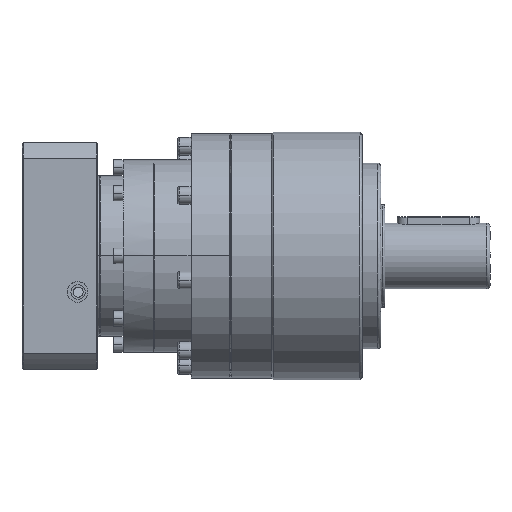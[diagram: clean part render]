
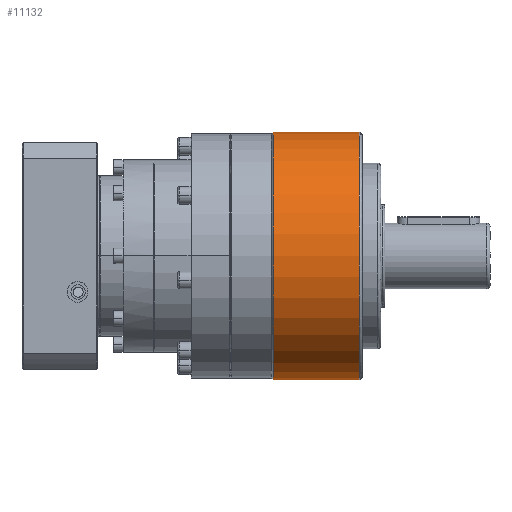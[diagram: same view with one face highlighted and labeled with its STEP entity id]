
A CAD part, top view. The second image highlights one B-rep face of the part: STEP entity #11132.
In plain terms, the highlighted cylindrical face has radius 60 mm (diameter 120 mm), a partial arc.
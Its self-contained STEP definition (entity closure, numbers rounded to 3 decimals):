
#913 = EDGE_CURVE ( 'NONE', #17134, #12612, #24761, .T. ) ;
#2356 = VERTEX_POINT ( 'NONE', #4176 ) ;
#2407 = CARTESIAN_POINT ( 'NONE',  ( 0., 0., 62.5 ) ) ;
#2604 = EDGE_CURVE ( 'NONE', #12612, #2356, #7573, .T. ) ;
#2703 = EDGE_CURVE ( 'NONE', #17134, #12733, #16655, .T. ) ;
#3509 = ORIENTED_EDGE ( 'NONE', *, *, #22779, .T. ) ;
#3718 = ORIENTED_EDGE ( 'NONE', *, *, #913, .T. ) ;
#4070 = CARTESIAN_POINT ( 'NONE',  ( -60., 0., 62.5 ) ) ;
#4176 = CARTESIAN_POINT ( 'NONE',  ( 60., 0., 62.5 ) ) ;
#4326 = DIRECTION ( 'NONE',  ( 1., 0., 0. ) ) ;
#5594 = CARTESIAN_POINT ( 'NONE',  ( 60., 0., 20.75 ) ) ;
#6389 = EDGE_LOOP ( 'NONE', ( #15070, #3718, #11099, #3509 ) ) ;
#6407 = CARTESIAN_POINT ( 'NONE',  ( -60., 0., 20.75 ) ) ;
#7373 = AXIS2_PLACEMENT_3D ( 'NONE', #2407, #15965, #4326 ) ;
#7516 = CYLINDRICAL_SURFACE ( 'NONE', #20112, 60. ) ;
#7573 = LINE ( 'NONE', #8485, #7835 ) ;
#7835 = VECTOR ( 'NONE', #20083, 1000. ) ;
#8234 = DIRECTION ( 'NONE',  ( 1., 0., 0. ) ) ;
#8239 = DIRECTION ( 'NONE',  ( 0., 0., 1. ) ) ;
#8269 = CARTESIAN_POINT ( 'NONE',  ( 0., 0., 20.75 ) ) ;
#8485 = CARTESIAN_POINT ( 'NONE',  ( 60., 0., 0. ) ) ;
#8501 = CARTESIAN_POINT ( 'NONE',  ( 0., 0., 0. ) ) ;
#10384 = VECTOR ( 'NONE', #15968, 1000. ) ;
#11099 = ORIENTED_EDGE ( 'NONE', *, *, #2604, .T. ) ;
#11132 = ADVANCED_FACE ( 'NONE', ( #19752 ), #7516, .T. ) ;
#12612 = VERTEX_POINT ( 'NONE', #5594 ) ;
#12733 = VERTEX_POINT ( 'NONE', #4070 ) ;
#15070 = ORIENTED_EDGE ( 'NONE', *, *, #2703, .F. ) ;
#15965 = DIRECTION ( 'NONE',  ( 0., 0., -1. ) ) ;
#15968 = DIRECTION ( 'NONE',  ( 0., 0., 1. ) ) ;
#16261 = CARTESIAN_POINT ( 'NONE',  ( -60., 0., 0. ) ) ;
#16269 = DIRECTION ( 'NONE',  ( 1., 0., 0. ) ) ;
#16655 = LINE ( 'NONE', #16261, #10384 ) ;
#17134 = VERTEX_POINT ( 'NONE', #6407 ) ;
#17613 = AXIS2_PLACEMENT_3D ( 'NONE', #8269, #8239, #8234 ) ;
#19752 = FACE_OUTER_BOUND ( 'NONE', #6389, .T. ) ;
#20083 = DIRECTION ( 'NONE',  ( 0., 0., 1. ) ) ;
#20112 = AXIS2_PLACEMENT_3D ( 'NONE', #8501, #24016, #16269 ) ;
#22419 = CIRCLE ( 'NONE', #7373, 60. ) ;
#22779 = EDGE_CURVE ( 'NONE', #2356, #12733, #22419, .T. ) ;
#24016 = DIRECTION ( 'NONE',  ( 0., 0., 1. ) ) ;
#24761 = CIRCLE ( 'NONE', #17613, 60. ) ;
